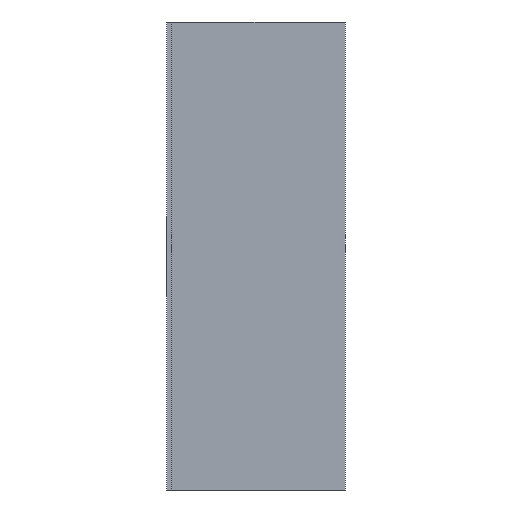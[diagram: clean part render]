
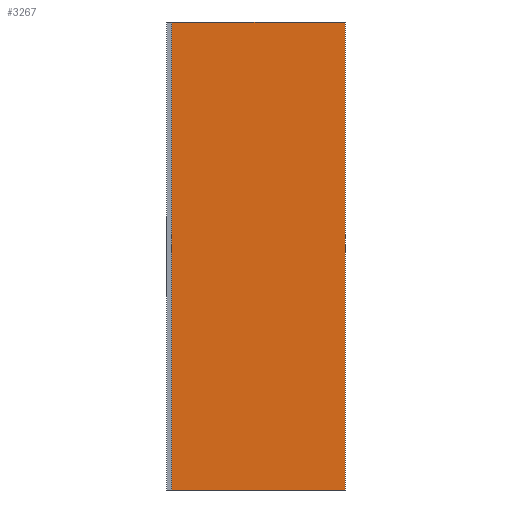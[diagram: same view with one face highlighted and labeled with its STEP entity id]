
A CAD part, left-side view. The second image highlights one B-rep face of the part: STEP entity #3267.
In plain terms, the highlighted planar face has unit normal (-1, 0, 0).
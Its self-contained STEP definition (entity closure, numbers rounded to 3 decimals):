
#40 = DIRECTION ( 'NONE',  ( 1., 0., 0. ) ) ;
#132 = LINE ( 'NONE', #2050, #1411 ) ;
#197 = VERTEX_POINT ( 'NONE', #1708 ) ;
#360 = ORIENTED_EDGE ( 'NONE', *, *, #1092, .F. ) ;
#383 = EDGE_LOOP ( 'NONE', ( #2315, #1032, #360, #2350 ) ) ;
#590 = EDGE_CURVE ( 'NONE', #197, #2954, #1766, .T. ) ;
#614 = VECTOR ( 'NONE', #2027, 1000. ) ;
#616 = VECTOR ( 'NONE', #2490, 1000. ) ;
#668 = DIRECTION ( 'NONE',  ( 0., 0., 1. ) ) ;
#715 = VECTOR ( 'NONE', #1879, 1000. ) ;
#794 = LINE ( 'NONE', #1650, #715 ) ;
#879 = DIRECTION ( 'NONE',  ( 0., 0., -1. ) ) ;
#902 = CARTESIAN_POINT ( 'NONE',  ( -0.041, 0.614, -1.7 ) ) ;
#983 = EDGE_CURVE ( 'NONE', #2579, #2954, #794, .T. ) ;
#1032 = ORIENTED_EDGE ( 'NONE', *, *, #983, .F. ) ;
#1092 = EDGE_CURVE ( 'NONE', #1806, #2579, #1950, .T. ) ;
#1248 = AXIS2_PLACEMENT_3D ( 'NONE', #2502, #40, #879 ) ;
#1411 = VECTOR ( 'NONE', #668, 1000. ) ;
#1650 = CARTESIAN_POINT ( 'NONE',  ( -0.041, 0.614, -1.7 ) ) ;
#1708 = CARTESIAN_POINT ( 'NONE',  ( -0.041, -0.018, 0. ) ) ;
#1766 = LINE ( 'NONE', #2857, #614 ) ;
#1806 = VERTEX_POINT ( 'NONE', #3185 ) ;
#1879 = DIRECTION ( 'NONE',  ( 0., 0., 1. ) ) ;
#1950 = LINE ( 'NONE', #3269, #616 ) ;
#2027 = DIRECTION ( 'NONE',  ( 0., 1., 0. ) ) ;
#2033 = CARTESIAN_POINT ( 'NONE',  ( -0.041, 0.614, 0. ) ) ;
#2050 = CARTESIAN_POINT ( 'NONE',  ( -0.041, -0.018, -1.7 ) ) ;
#2217 = PLANE ( 'NONE',  #1248 ) ;
#2315 = ORIENTED_EDGE ( 'NONE', *, *, #590, .T. ) ;
#2350 = ORIENTED_EDGE ( 'NONE', *, *, #3365, .T. ) ;
#2490 = DIRECTION ( 'NONE',  ( 0., 1., 0. ) ) ;
#2502 = CARTESIAN_POINT ( 'NONE',  ( -0.041, 0., -1.7 ) ) ;
#2579 = VERTEX_POINT ( 'NONE', #902 ) ;
#2759 = FACE_OUTER_BOUND ( 'NONE', #383, .T. ) ;
#2857 = CARTESIAN_POINT ( 'NONE',  ( -0.041, 0., 0. ) ) ;
#2954 = VERTEX_POINT ( 'NONE', #2033 ) ;
#3185 = CARTESIAN_POINT ( 'NONE',  ( -0.041, -0.018, -1.7 ) ) ;
#3267 = ADVANCED_FACE ( 'NONE', ( #2759 ), #2217, .F. ) ;
#3269 = CARTESIAN_POINT ( 'NONE',  ( -0.041, 0., -1.7 ) ) ;
#3365 = EDGE_CURVE ( 'NONE', #1806, #197, #132, .T. ) ;
